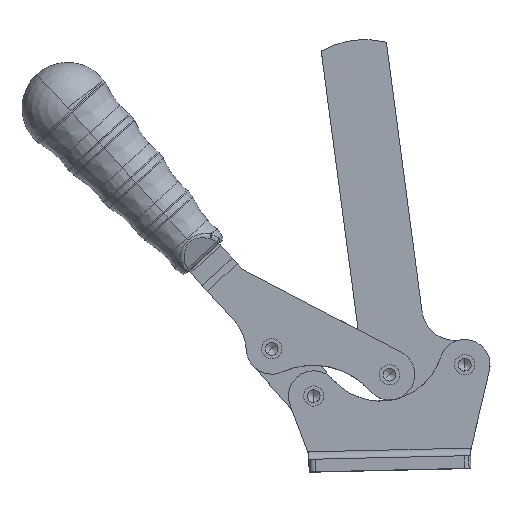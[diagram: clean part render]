
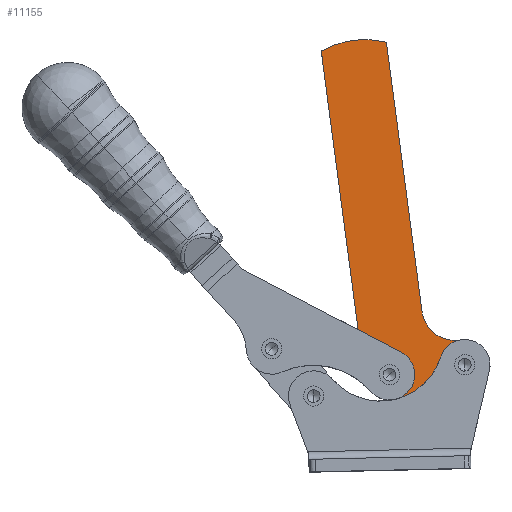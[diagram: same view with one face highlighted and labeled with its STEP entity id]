
A CAD part, top view. The second image highlights one B-rep face of the part: STEP entity #11155.
In plain terms, the highlighted planar face has unit normal (0, 0, 1).
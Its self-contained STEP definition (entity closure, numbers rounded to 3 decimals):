
#10612=CARTESIAN_POINT('',(-22.691,48.741,-5.));
#10613=VERTEX_POINT('',#10612);
#10620=CARTESIAN_POINT('',(-20.465,67.311,-5.));
#10621=VERTEX_POINT('',#10620);
#10622=CARTESIAN_POINT('',(-25.096,58.448,-5.));
#10623=DIRECTION('',(0.,0.,-1.0));
#10624=DIRECTION('',(0.463,0.886,0.));
#10625=AXIS2_PLACEMENT_3D('',#10622,#10623,#10624);
#10626=CIRCLE('',#10625,10.);
#10627=EDGE_CURVE('',#10621,#10613,#10626,.T.);
#10913=CARTESIAN_POINT('',(-37.534,76.227,-5.));
#10914=VERTEX_POINT('',#10913);
#11044=CARTESIAN_POINT('',(-37.534,76.227,-5.));
#11045=DIRECTION('',(0.886,-0.463,0.));
#11046=VECTOR('',#11045,19.257);
#11047=LINE('',#11044,#11046);
#11048=EDGE_CURVE('',#10914,#10621,#11047,.T.);
#11088=CARTESIAN_POINT('',(-13.232,90.782,-5.));
#11089=DIRECTION('',(0.0,0.0,1.0));
#11090=DIRECTION('',(0.991,0.131,0.0));
#11091=AXIS2_PLACEMENT_3D('',#11088,#11089,#11090);
#11092=PLANE('',#11091);
#11093=ORIENTED_EDGE('',*,*,#11048,.T.);
#11094=ORIENTED_EDGE('',*,*,#10627,.T.);
#11095=CARTESIAN_POINT('',(-4.882,65.417,-5.));
#11096=VERTEX_POINT('',#11095);
#11097=CARTESIAN_POINT('',(-28.702,73.007,-5.));
#11098=DIRECTION('',(0.,0.,1.));
#11099=DIRECTION('',(-0.754,-0.657,0.));
#11100=AXIS2_PLACEMENT_3D('',#11097,#11098,#11099);
#11101=CIRCLE('',#11100,25.0);
#11102=EDGE_CURVE('',#10613,#11096,#11101,.T.);
#11103=ORIENTED_EDGE('',*,*,#11102,.T.);
#11104=CARTESIAN_POINT('',(3.334,72.294,-5.0));
#11105=VERTEX_POINT('',#11104);
#11106=CARTESIAN_POINT('',(4.645,62.381,-5.));
#11107=DIRECTION('',(0.,0.,-1.));
#11108=DIRECTION('',(-0.974,0.228,0.));
#11109=AXIS2_PLACEMENT_3D('',#11106,#11107,#11108);
#11110=CIRCLE('',#11109,10.);
#11111=EDGE_CURVE('',#11096,#11105,#11110,.T.);
#11112=ORIENTED_EDGE('',*,*,#11111,.T.);
#11113=CARTESIAN_POINT('',(2.343,72.163,-5.0));
#11114=VERTEX_POINT('',#11113);
#11115=CARTESIAN_POINT('',(2.343,72.163,-5.0));
#11116=DIRECTION('',(0.991,0.131,0.0));
#11117=VECTOR('',#11116,1.);
#11118=LINE('',#11115,#11117);
#11119=EDGE_CURVE('',#11114,#11105,#11118,.T.);
#11120=ORIENTED_EDGE('',*,*,#11119,.F.);
#11121=CARTESIAN_POINT('',(-12.249,83.347,-5.));
#11122=VERTEX_POINT('',#11121);
#11123=CARTESIAN_POINT('',(0.639,85.051,-5.));
#11124=DIRECTION('',(0.,0.,1.));
#11125=DIRECTION('',(-0.991,-0.131,0.));
#11126=AXIS2_PLACEMENT_3D('',#11123,#11124,#11125);
#11127=CIRCLE('',#11126,13.);
#11128=EDGE_CURVE('',#11122,#11114,#11127,.T.);
#11129=ORIENTED_EDGE('',*,*,#11128,.F.);
#11130=CARTESIAN_POINT('',(-26.343,189.915,-5.));
#11131=VERTEX_POINT('',#11130);
#11132=CARTESIAN_POINT('',(-26.343,189.915,-5.));
#11133=DIRECTION('',(0.131,-0.991,0.));
#11134=VECTOR('',#11133,107.496);
#11135=LINE('',#11132,#11134);
#11136=EDGE_CURVE('',#11131,#11122,#11135,.T.);
#11137=ORIENTED_EDGE('',*,*,#11136,.F.);
#11138=CARTESIAN_POINT('',(-52.118,186.506,-5.));
#11139=VERTEX_POINT('',#11138);
#11140=CARTESIAN_POINT('',(-34.97,155.995,-5.));
#11141=DIRECTION('',(0.,0.,1.));
#11142=DIRECTION('',(0.246,0.969,0.));
#11143=AXIS2_PLACEMENT_3D('',#11140,#11141,#11142);
#11144=CIRCLE('',#11143,35.);
#11145=EDGE_CURVE('',#11131,#11139,#11144,.T.);
#11146=ORIENTED_EDGE('',*,*,#11145,.T.);
#11147=CARTESIAN_POINT('',(-52.118,186.506,-5.));
#11148=DIRECTION('',(0.131,-0.991,0.));
#11149=VECTOR('',#11148,111.239);
#11150=LINE('',#11147,#11149);
#11151=EDGE_CURVE('',#11139,#10914,#11150,.T.);
#11152=ORIENTED_EDGE('',*,*,#11151,.T.);
#11153=EDGE_LOOP('',(#11093,#11094,#11103,#11112,#11120,#11129,#11137,#11146,#11152));
#11154=FACE_OUTER_BOUND('',#11153,.T.);
#11155=ADVANCED_FACE('',(#11154),#11092,.T.);
